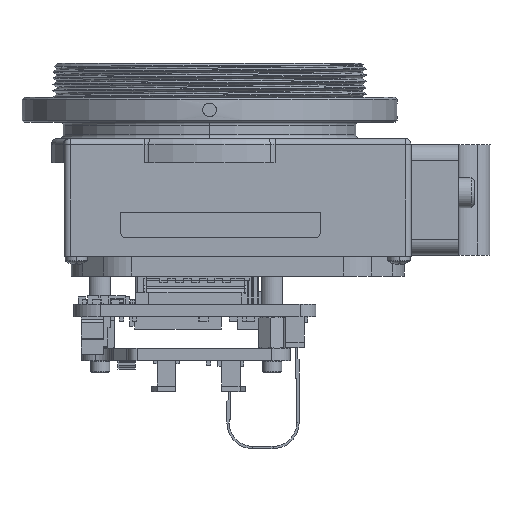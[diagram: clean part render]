
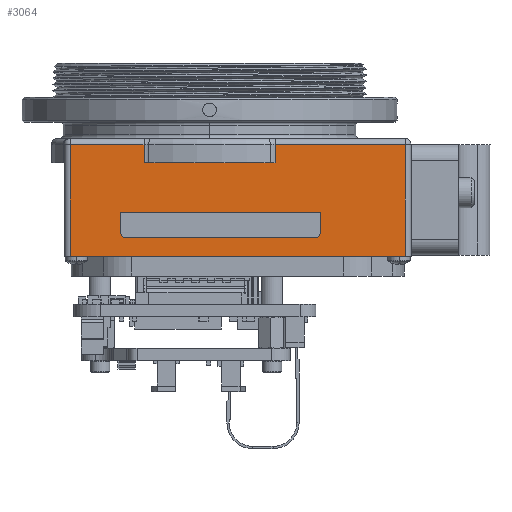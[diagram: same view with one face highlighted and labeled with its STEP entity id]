
A CAD part, left-side view. The second image highlights one B-rep face of the part: STEP entity #3064.
In plain terms, the highlighted planar face has unit normal (-1, 0, 0).
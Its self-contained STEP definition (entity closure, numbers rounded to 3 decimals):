
#435 = LINE ( 'NONE', #93738, #78991 ) ;
#939 = DIRECTION ( 'NONE',  ( 0., 1., 0. ) ) ;
#1745 = CARTESIAN_POINT ( 'NONE',  ( 0.127, -32.512, -18.847 ) ) ;
#1886 = FACE_BOUND ( 'NONE', #96606, .T. ) ;
#2247 = CARTESIAN_POINT ( 'NONE',  ( 0.127, -32.512, -21.336 ) ) ;
#3064 = ADVANCED_FACE ( 'NONE', ( #1886, #88004 ), #32160, .T. ) ;
#3789 = AXIS2_PLACEMENT_3D ( 'NONE', #60312, #44957, #76214 ) ;
#3955 = CARTESIAN_POINT ( 'NONE',  ( 0.127, -43.18, -10.287 ) ) ;
#4772 = DIRECTION ( 'NONE',  ( 0., 0., 1. ) ) ;
#5462 = ORIENTED_EDGE ( 'NONE', *, *, #60769, .F. ) ;
#6593 = VECTOR ( 'NONE', #4772, 1000. ) ;
#6988 = CARTESIAN_POINT ( 'NONE',  ( 0.127, -0.762, -10.287 ) ) ;
#7297 = EDGE_CURVE ( 'NONE', #40735, #10543, #89207, .T. ) ;
#7908 = EDGE_CURVE ( 'NONE', #53554, #53589, #85547, .T. ) ;
#8214 = VERTEX_POINT ( 'NONE', #85941 ) ;
#8912 = ORIENTED_EDGE ( 'NONE', *, *, #99380, .F. ) ;
#9333 = CARTESIAN_POINT ( 'NONE',  ( 0.127, -43.18, 43.594 ) ) ;
#10543 = VERTEX_POINT ( 'NONE', #82493 ) ;
#10579 = LINE ( 'NONE', #98564, #6593 ) ;
#12202 = DIRECTION ( 'NONE',  ( 0., -1., 0. ) ) ;
#13539 = CARTESIAN_POINT ( 'NONE',  ( 0.127, -10.119, -12.573 ) ) ;
#13998 = CARTESIAN_POINT ( 'NONE',  ( 0.127, -31.75, -22.098 ) ) ;
#14439 = ORIENTED_EDGE ( 'NONE', *, *, #96567, .F. ) ;
#15133 = LINE ( 'NONE', #99727, #101416 ) ;
#15343 = CARTESIAN_POINT ( 'NONE',  ( 0.127, -10.119, -12.573 ) ) ;
#16746 = EDGE_CURVE ( 'NONE', #27129, #82180, #435, .T. ) ;
#17141 = EDGE_CURVE ( 'NONE', #80198, #8214, #43084, .T. ) ;
#17695 = DIRECTION ( 'NONE',  ( 0., 0., -1. ) ) ;
#18552 = LINE ( 'NONE', #9333, #41147 ) ;
#19176 = EDGE_CURVE ( 'NONE', #96435, #10543, #49459, .T. ) ;
#21787 = VECTOR ( 'NONE', #30928, 1000. ) ;
#23349 = ORIENTED_EDGE ( 'NONE', *, *, #16746, .F. ) ;
#25050 = EDGE_CURVE ( 'NONE', #87928, #27129, #40433, .T. ) ;
#26273 = CARTESIAN_POINT ( 'NONE',  ( 0.127, -7.112, -18.847 ) ) ;
#27129 = VERTEX_POINT ( 'NONE', #1745 ) ;
#28614 = CIRCLE ( 'NONE', #40012, 0.762 ) ;
#30928 = DIRECTION ( 'NONE',  ( 0., 0., 1. ) ) ;
#32160 = PLANE ( 'NONE',  #41095 ) ;
#33147 = CARTESIAN_POINT ( 'NONE',  ( 0.127, -43.18, 43.594 ) ) ;
#33280 = CARTESIAN_POINT ( 'NONE',  ( 0.127, -7.874, -22.098 ) ) ;
#35841 = ORIENTED_EDGE ( 'NONE', *, *, #7908, .F. ) ;
#36595 = ORIENTED_EDGE ( 'NONE', *, *, #64125, .F. ) ;
#36651 = CARTESIAN_POINT ( 'NONE',  ( 0.127, -43.18, -24.46 ) ) ;
#40012 = AXIS2_PLACEMENT_3D ( 'NONE', #98456, #53327, #75374 ) ;
#40433 = LINE ( 'NONE', #71685, #78426 ) ;
#40735 = VERTEX_POINT ( 'NONE', #36651 ) ;
#41095 = AXIS2_PLACEMENT_3D ( 'NONE', #33147, #87519, #46164 ) ;
#41147 = VECTOR ( 'NONE', #49815, 1000. ) ;
#41258 = VERTEX_POINT ( 'NONE', #62119 ) ;
#43084 = CIRCLE ( 'NONE', #3789, 0.762 ) ;
#43604 = CARTESIAN_POINT ( 'NONE',  ( 0.127, -26.711, -12.573 ) ) ;
#44204 = CARTESIAN_POINT ( 'NONE',  ( 0.127, -7.112, -21.336 ) ) ;
#44606 = EDGE_CURVE ( 'NONE', #96435, #63412, #15133, .T. ) ;
#44957 = DIRECTION ( 'NONE',  ( -1., 0., 0. ) ) ;
#44981 = ORIENTED_EDGE ( 'NONE', *, *, #19176, .T. ) ;
#46164 = DIRECTION ( 'NONE',  ( 0., 0., 1. ) ) ;
#46612 = DIRECTION ( 'NONE',  ( 0., -1., 0. ) ) ;
#48254 = EDGE_CURVE ( 'NONE', #41258, #89578, #90100, .T. ) ;
#48629 = DIRECTION ( 'NONE',  ( 0., 0., 1. ) ) ;
#49459 = LINE ( 'NONE', #87913, #59610 ) ;
#49815 = DIRECTION ( 'NONE',  ( 0., 0., -1. ) ) ;
#51684 = CARTESIAN_POINT ( 'NONE',  ( 0.127, -10.119, -10.287 ) ) ;
#52023 = VECTOR ( 'NONE', #62537, 1000. ) ;
#52601 = ORIENTED_EDGE ( 'NONE', *, *, #48254, .F. ) ;
#53327 = DIRECTION ( 'NONE',  ( -1., 0., 0. ) ) ;
#53554 = VERTEX_POINT ( 'NONE', #81550 ) ;
#53589 = VERTEX_POINT ( 'NONE', #43604 ) ;
#58370 = EDGE_LOOP ( 'NONE', ( #44981, #59898, #36595, #52601, #14439, #35841, #92990, #83304 ) ) ;
#58939 = CARTESIAN_POINT ( 'NONE',  ( 0.127, -43.18, -24.46 ) ) ;
#59010 = VERTEX_POINT ( 'NONE', #13998 ) ;
#59610 = VECTOR ( 'NONE', #17695, 1000. ) ;
#59898 = ORIENTED_EDGE ( 'NONE', *, *, #7297, .F. ) ;
#60312 = CARTESIAN_POINT ( 'NONE',  ( 0.127, -7.874, -21.336 ) ) ;
#60769 = EDGE_CURVE ( 'NONE', #8214, #59010, #86124, .T. ) ;
#60771 = VECTOR ( 'NONE', #12202, 1000. ) ;
#62119 = CARTESIAN_POINT ( 'NONE',  ( 0.127, -26.711, -10.287 ) ) ;
#62537 = DIRECTION ( 'NONE',  ( 0., -1., 0. ) ) ;
#63412 = VERTEX_POINT ( 'NONE', #51684 ) ;
#64125 = EDGE_CURVE ( 'NONE', #89578, #40735, #18552, .T. ) ;
#64210 = VECTOR ( 'NONE', #95618, 1000. ) ;
#65506 = EDGE_CURVE ( 'NONE', #53554, #63412, #76575, .T. ) ;
#66121 = DIRECTION ( 'NONE',  ( 0., 1., 0. ) ) ;
#67850 = VECTOR ( 'NONE', #66121, 1000. ) ;
#71685 = CARTESIAN_POINT ( 'NONE',  ( 0.127, -32.512, -21.336 ) ) ;
#72521 = LINE ( 'NONE', #78701, #64210 ) ;
#74508 = VECTOR ( 'NONE', #46612, 1000. ) ;
#75374 = DIRECTION ( 'NONE',  ( 0., 0., -1. ) ) ;
#76214 = DIRECTION ( 'NONE',  ( 0., 1., 0. ) ) ;
#76575 = LINE ( 'NONE', #13539, #21787 ) ;
#77654 = DIRECTION ( 'NONE',  ( 0., -1., 0. ) ) ;
#78321 = ORIENTED_EDGE ( 'NONE', *, *, #17141, .F. ) ;
#78426 = VECTOR ( 'NONE', #48629, 1000. ) ;
#78701 = CARTESIAN_POINT ( 'NONE',  ( 0.127, -26.711, -12.573 ) ) ;
#78991 = VECTOR ( 'NONE', #939, 1000. ) ;
#80198 = VERTEX_POINT ( 'NONE', #44204 ) ;
#81550 = CARTESIAN_POINT ( 'NONE',  ( 0.127, -10.119, -12.573 ) ) ;
#82180 = VERTEX_POINT ( 'NONE', #26273 ) ;
#82405 = CARTESIAN_POINT ( 'NONE',  ( 0.127, -26.711, -10.287 ) ) ;
#82493 = CARTESIAN_POINT ( 'NONE',  ( 0.127, -0.762, -24.46 ) ) ;
#83304 = ORIENTED_EDGE ( 'NONE', *, *, #44606, .F. ) ;
#84379 = ORIENTED_EDGE ( 'NONE', *, *, #94115, .T. ) ;
#85547 = LINE ( 'NONE', #15343, #74508 ) ;
#85941 = CARTESIAN_POINT ( 'NONE',  ( 0.127, -7.874, -22.098 ) ) ;
#86124 = LINE ( 'NONE', #33280, #52023 ) ;
#86153 = ORIENTED_EDGE ( 'NONE', *, *, #25050, .F. ) ;
#87519 = DIRECTION ( 'NONE',  ( -1., 0., 0. ) ) ;
#87913 = CARTESIAN_POINT ( 'NONE',  ( 0.127, -0.762, 43.594 ) ) ;
#87928 = VERTEX_POINT ( 'NONE', #2247 ) ;
#88004 = FACE_OUTER_BOUND ( 'NONE', #58370, .T. ) ;
#89207 = LINE ( 'NONE', #58939, #67850 ) ;
#89578 = VERTEX_POINT ( 'NONE', #3955 ) ;
#90100 = LINE ( 'NONE', #82405, #60771 ) ;
#92990 = ORIENTED_EDGE ( 'NONE', *, *, #65506, .T. ) ;
#93738 = CARTESIAN_POINT ( 'NONE',  ( 0.127, -43.18, -18.847 ) ) ;
#94115 = EDGE_CURVE ( 'NONE', #80198, #82180, #10579, .T. ) ;
#95618 = DIRECTION ( 'NONE',  ( 0., 0., 1. ) ) ;
#96435 = VERTEX_POINT ( 'NONE', #6988 ) ;
#96567 = EDGE_CURVE ( 'NONE', #53589, #41258, #72521, .T. ) ;
#96606 = EDGE_LOOP ( 'NONE', ( #84379, #23349, #86153, #8912, #5462, #78321 ) ) ;
#98456 = CARTESIAN_POINT ( 'NONE',  ( 0.127, -31.75, -21.336 ) ) ;
#98564 = CARTESIAN_POINT ( 'NONE',  ( 0.127, -7.112, -21.336 ) ) ;
#99380 = EDGE_CURVE ( 'NONE', #59010, #87928, #28614, .T. ) ;
#99727 = CARTESIAN_POINT ( 'NONE',  ( 0.127, -0.762, -10.287 ) ) ;
#101416 = VECTOR ( 'NONE', #77654, 1000. ) ;
